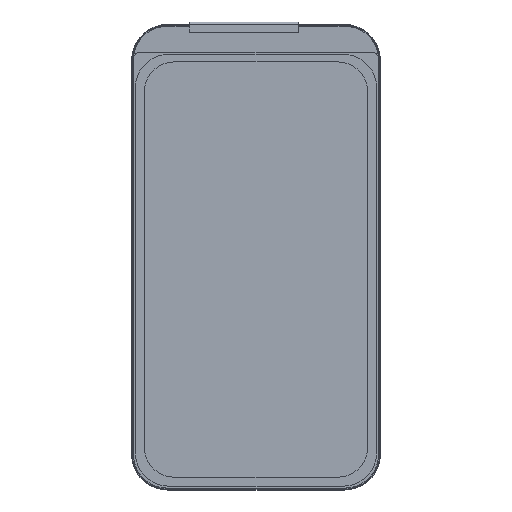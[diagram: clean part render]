
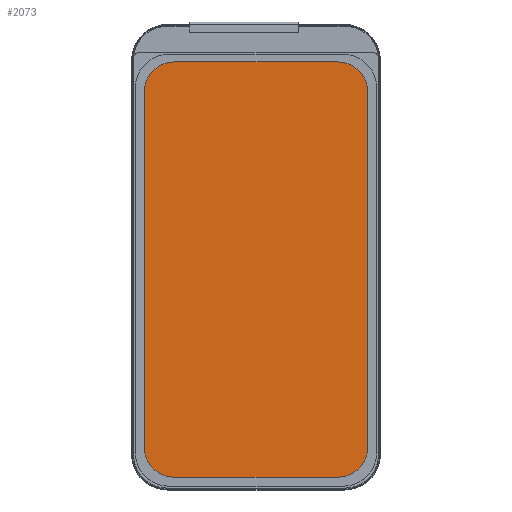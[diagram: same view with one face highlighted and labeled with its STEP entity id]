
A CAD part, top view. The second image highlights one B-rep face of the part: STEP entity #2073.
In plain terms, the highlighted planar face has unit normal (0, 0, 1).
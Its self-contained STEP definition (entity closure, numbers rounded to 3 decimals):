
#91=CIRCLE('',#2173,2.3);
#92=CIRCLE('',#2174,2.3);
#93=CIRCLE('',#2175,2.3);
#94=CIRCLE('',#2176,2.3);
#224=FACE_OUTER_BOUND('',#339,.T.);
#339=EDGE_LOOP('',(#1752,#1753,#1754,#1755,#1756,#1757,#1758,#1759));
#481=LINE('',#3182,#696);
#482=LINE('',#3186,#697);
#483=LINE('',#3190,#698);
#484=LINE('',#3193,#699);
#696=VECTOR('',#2549,1000.);
#697=VECTOR('',#2552,1000.);
#698=VECTOR('',#2555,1000.);
#699=VECTOR('',#2558,1000.);
#890=VERTEX_POINT('',#3178);
#891=VERTEX_POINT('',#3179);
#892=VERTEX_POINT('',#3181);
#893=VERTEX_POINT('',#3183);
#894=VERTEX_POINT('',#3185);
#895=VERTEX_POINT('',#3187);
#896=VERTEX_POINT('',#3189);
#897=VERTEX_POINT('',#3191);
#1129=EDGE_CURVE('',#890,#891,#91,.T.);
#1130=EDGE_CURVE('',#892,#890,#481,.T.);
#1131=EDGE_CURVE('',#893,#892,#92,.T.);
#1132=EDGE_CURVE('',#894,#893,#482,.T.);
#1133=EDGE_CURVE('',#895,#894,#93,.T.);
#1134=EDGE_CURVE('',#896,#895,#483,.T.);
#1135=EDGE_CURVE('',#897,#896,#94,.T.);
#1136=EDGE_CURVE('',#891,#897,#484,.T.);
#1752=ORIENTED_EDGE('',*,*,#1130,.T.);
#1753=ORIENTED_EDGE('',*,*,#1129,.T.);
#1754=ORIENTED_EDGE('',*,*,#1136,.T.);
#1755=ORIENTED_EDGE('',*,*,#1135,.T.);
#1756=ORIENTED_EDGE('',*,*,#1134,.T.);
#1757=ORIENTED_EDGE('',*,*,#1133,.T.);
#1758=ORIENTED_EDGE('',*,*,#1132,.T.);
#1759=ORIENTED_EDGE('',*,*,#1131,.T.);
#1893=PLANE('',#2261);
#2073=ADVANCED_FACE('',(#224),#1893,.F.);
#2173=AXIS2_PLACEMENT_3D('',#3180,#2547,#2548);
#2174=AXIS2_PLACEMENT_3D('',#3184,#2550,#2551);
#2175=AXIS2_PLACEMENT_3D('',#3188,#2553,#2554);
#2176=AXIS2_PLACEMENT_3D('',#3192,#2556,#2557);
#2261=AXIS2_PLACEMENT_3D('',#3432,#2807,#2808);
#2547=DIRECTION('center_axis',(0.,0.,1.));
#2548=DIRECTION('ref_axis',(-1.,0.,0.));
#2549=DIRECTION('',(1.,0.,0.));
#2550=DIRECTION('center_axis',(0.,0.,1.));
#2551=DIRECTION('ref_axis',(-1.,0.,0.));
#2552=DIRECTION('',(0.,-1.,0.));
#2553=DIRECTION('center_axis',(0.,0.,1.));
#2554=DIRECTION('ref_axis',(-1.,0.,0.));
#2555=DIRECTION('',(-1.,0.,0.));
#2556=DIRECTION('center_axis',(0.,0.,1.));
#2557=DIRECTION('ref_axis',(-1.,0.,0.));
#2558=DIRECTION('',(0.,1.,0.));
#2807=DIRECTION('center_axis',(0.,0.,-1.));
#2808=DIRECTION('ref_axis',(-1.,0.,0.));
#3178=CARTESIAN_POINT('',(6.395,-15.21,1.46));
#3179=CARTESIAN_POINT('',(8.695,-12.91,1.46));
#3180=CARTESIAN_POINT('Origin',(6.395,-12.91,1.46));
#3181=CARTESIAN_POINT('',(-6.395,-15.21,1.46));
#3182=CARTESIAN_POINT('',(6.795,-15.21,1.46));
#3183=CARTESIAN_POINT('',(-8.695,-12.91,1.46));
#3184=CARTESIAN_POINT('Origin',(-6.395,-12.91,1.46));
#3185=CARTESIAN_POINT('',(-8.695,14.84,1.46));
#3186=CARTESIAN_POINT('',(-8.695,15.24,1.46));
#3187=CARTESIAN_POINT('',(-6.395,17.14,1.46));
#3188=CARTESIAN_POINT('Origin',(-6.395,14.84,1.46));
#3189=CARTESIAN_POINT('',(6.395,17.14,1.46));
#3190=CARTESIAN_POINT('',(6.795,17.14,1.46));
#3191=CARTESIAN_POINT('',(8.695,14.84,1.46));
#3192=CARTESIAN_POINT('Origin',(6.395,14.84,1.46));
#3193=CARTESIAN_POINT('',(8.695,15.24,1.46));
#3432=CARTESIAN_POINT('Origin',(6.795,15.24,1.46));
